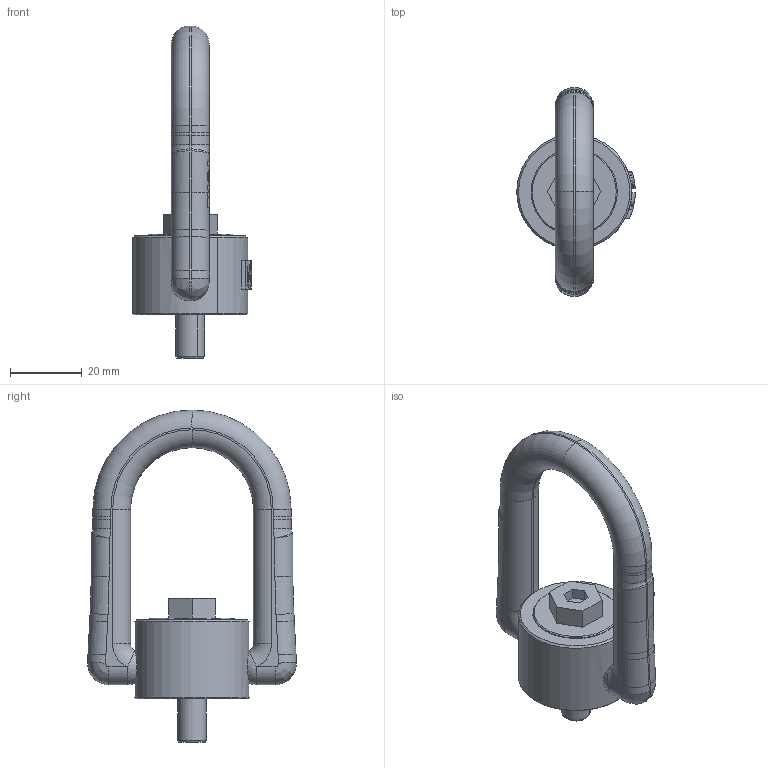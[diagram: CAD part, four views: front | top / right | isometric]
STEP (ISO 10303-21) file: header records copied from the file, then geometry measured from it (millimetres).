
FILE_DESCRIPTION(('CATIA V5 STEP Exchange'),'2;1');
FILE_NAME('8-231-005.stp','2016-03-29T06:02:56+00:00',('none'),('none'),'CATIA Version 5 Release 21 GA (IN-10)','CATIA V5 STEP AP203','none');
FILE_SCHEMA(('CONFIG_CONTROL_DESIGN'));
Length unit declared in the file: millimetre
Products named in the file (1): 8-231-005
Bounding box: 32.99 x 58.16 x 92.45 mm (x, y, z)
Volume: 35053.8 mm3; surface area: 10230.8 mm2
Topology: 1 solids, 1 shells, 399 faces, 1088 edges, 696 vertices
Faces by surface type: plane 286, cylinder 67, torus 20, bspline 12, cone 8, sphere 4, extrusion 2
Entity records: 13372 total; most frequent: CARTESIAN_POINT 4232, ORIENTED_EDGE 2168, DIRECTION 1413, EDGE_CURVE 1084, VERTEX_POINT 696, VECTOR 590, LINE 588, AXIS2_PLACEMENT_3D 483
